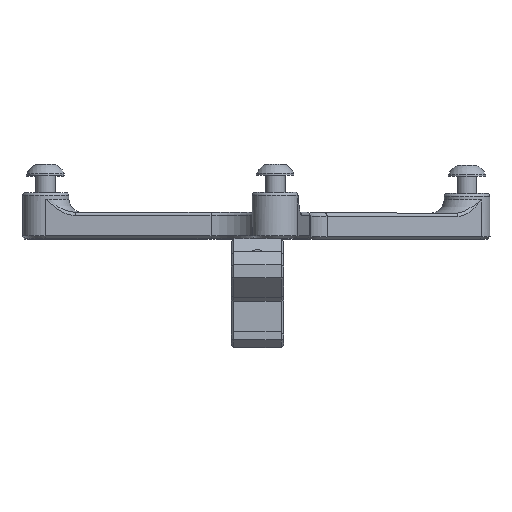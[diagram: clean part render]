
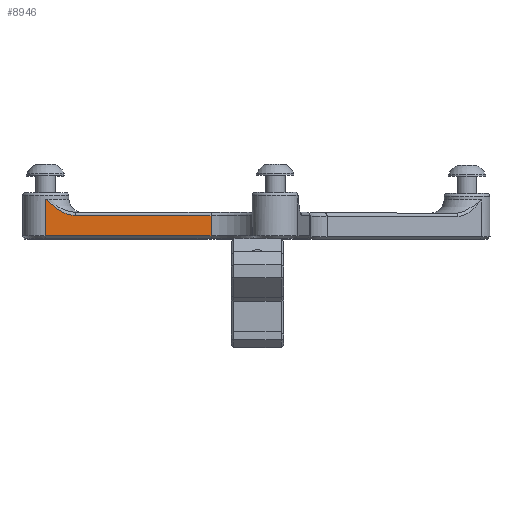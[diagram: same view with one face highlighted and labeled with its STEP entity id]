
A CAD part, top view. The second image highlights one B-rep face of the part: STEP entity #8946.
In plain terms, the highlighted planar face has unit normal (-0.021, 0, 1).
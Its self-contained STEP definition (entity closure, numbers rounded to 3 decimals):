
#172=PLANE('',#9678);
#776=FACE_OUTER_BOUND('',#1334,.T.);
#1334=EDGE_LOOP('',(#7138,#7139,#7140,#7141,#7142));
#2132=B_SPLINE_CURVE_WITH_KNOTS('',3,(#23134,#23135,#23136,#23137,#23138,
#23139,#23140,#23141),.UNSPECIFIED.,.F.,.F.,(4,2,1,1,4),(-0.001,
0.,0.213,0.32,0.533),.UNSPECIFIED.);
#2385=LINE('',#22987,#3189);
#2408=LINE('',#23147,#3212);
#2414=LINE('',#23229,#3218);
#2415=LINE('',#23231,#3219);
#3189=VECTOR('',#10894,10.);
#3212=VECTOR('',#10971,10.);
#3218=VECTOR('',#11003,10.);
#3219=VECTOR('',#11006,10.);
#4165=VERTEX_POINT('',#22981);
#4166=VERTEX_POINT('',#22985);
#4188=VERTEX_POINT('',#23122);
#4190=VERTEX_POINT('',#23125);
#4191=VERTEX_POINT('',#23143);
#5178=EDGE_CURVE('',#4165,#4166,#2385,.T.);
#5217=EDGE_CURVE('',#4190,#4188,#2132,.T.);
#5220=EDGE_CURVE('',#4188,#4191,#2408,.T.);
#5235=EDGE_CURVE('',#4165,#4191,#2414,.T.);
#5236=EDGE_CURVE('',#4166,#4190,#2415,.T.);
#7138=ORIENTED_EDGE('',*,*,#5178,.F.);
#7139=ORIENTED_EDGE('',*,*,#5235,.T.);
#7140=ORIENTED_EDGE('',*,*,#5220,.F.);
#7141=ORIENTED_EDGE('',*,*,#5217,.F.);
#7142=ORIENTED_EDGE('',*,*,#5236,.F.);
#8946=ADVANCED_FACE('',(#776),#172,.T.);
#9678=AXIS2_PLACEMENT_3D('',#23230,#11004,#11005);
#10894=DIRECTION('',(-1.,0.,-0.021));
#10971=DIRECTION('',(1.,0.,0.021));
#11003=DIRECTION('',(0.,1.,0.));
#11004=DIRECTION('center_axis',(-0.021,0.,1.));
#11005=DIRECTION('ref_axis',(-1.,0.,-0.021));
#11006=DIRECTION('',(0.,1.,0.));
#22981=CARTESIAN_POINT('',(92.95,161.3,106.326));
#22985=CARTESIAN_POINT('',(67.731,161.3,105.808));
#22987=CARTESIAN_POINT('',(96.029,161.3,106.389));
#23122=CARTESIAN_POINT('',(72.34,164.4,105.903));
#23125=CARTESIAN_POINT('',(67.731,166.9,105.808));
#23134=CARTESIAN_POINT('Ctrl Pts',(67.731,166.9,105.808));
#23135=CARTESIAN_POINT('Ctrl Pts',(67.733,166.898,105.808));
#23136=CARTESIAN_POINT('Ctrl Pts',(67.736,166.896,105.808));
#23137=CARTESIAN_POINT('Ctrl Pts',(68.263,166.415,105.819));
#23138=CARTESIAN_POINT('Ctrl Pts',(69.08,165.676,105.836));
#23139=CARTESIAN_POINT('Ctrl Pts',(70.579,164.724,105.866));
#23140=CARTESIAN_POINT('Ctrl Pts',(71.629,164.4,105.888));
#23141=CARTESIAN_POINT('Ctrl Pts',(72.34,164.4,105.903));
#23143=CARTESIAN_POINT('',(92.95,164.4,106.326));
#23147=CARTESIAN_POINT('',(96.029,164.4,106.389));
#23229=CARTESIAN_POINT('',(92.95,164.4,106.326));
#23230=CARTESIAN_POINT('Origin',(92.95,164.4,106.326));
#23231=CARTESIAN_POINT('',(67.731,164.4,105.808));
